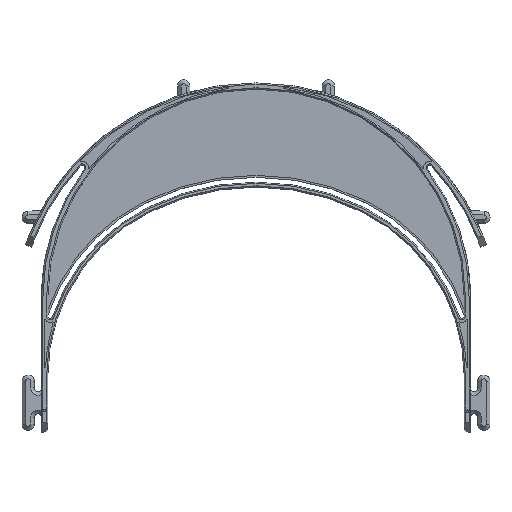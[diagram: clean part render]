
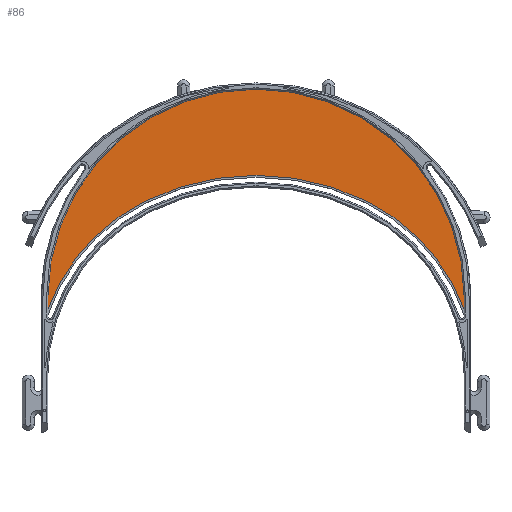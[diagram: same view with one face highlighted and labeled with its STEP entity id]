
A CAD part, top view. The second image highlights one B-rep face of the part: STEP entity #86.
In plain terms, the highlighted planar face has unit normal (0, 0, 1).
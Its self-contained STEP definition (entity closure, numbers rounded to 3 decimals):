
#27=CARTESIAN_POINT('',(413.,175.705,0.6));
#28=DIRECTION('',(0.,0.,-1.));
#29=DIRECTION('',(-1.,0.,0.));
#30=AXIS2_PLACEMENT_3D('',#27,#28,#29);
#31=PLANE('',#30);
#32=CARTESIAN_POINT('',(328.,145.914,0.6));
#33=VERTEX_POINT('',#32);
#34=CARTESIAN_POINT('',(328.,151.,0.6));
#35=VERTEX_POINT('',#34);
#36=CARTESIAN_POINT('',(328.,145.914,0.6));
#37=DIRECTION('',(0.,1.,0.));
#38=VECTOR('',#37,5.086);
#39=LINE('',#36,#38);
#40=EDGE_CURVE('',#33,#35,#39,.T.);
#41=ORIENTED_EDGE('',*,*,#40,.F.);
#42=CARTESIAN_POINT('',(367.533,190.141,0.6));
#43=VERTEX_POINT('',#42);
#44=CARTESIAN_POINT('',(403.,118.656,0.6));
#45=DIRECTION('',(0.,0.,1.));
#46=DIRECTION('',(-0.444,0.896,0.));
#47=AXIS2_PLACEMENT_3D('',#44,#45,#46);
#48=CIRCLE('',#47,79.8);
#49=EDGE_CURVE('',#43,#33,#48,.T.);
#50=ORIENTED_EDGE('',*,*,#49,.F.);
#51=CARTESIAN_POINT('',(458.467,190.141,0.6));
#52=VERTEX_POINT('',#51);
#53=CARTESIAN_POINT('',(413.,98.5,0.6));
#54=DIRECTION('',(0.,-0.,1.));
#55=DIRECTION('',(0.444,0.896,0.));
#56=AXIS2_PLACEMENT_3D('',#53,#54,#55);
#57=CIRCLE('',#56,102.3);
#58=EDGE_CURVE('',#52,#43,#57,.T.);
#59=ORIENTED_EDGE('',*,*,#58,.F.);
#60=CARTESIAN_POINT('',(498.,145.914,0.6));
#61=VERTEX_POINT('',#60);
#62=CARTESIAN_POINT('',(423.,118.656,0.6));
#63=DIRECTION('',(0.,-0.,1.));
#64=DIRECTION('',(0.955,0.297,0.));
#65=AXIS2_PLACEMENT_3D('',#62,#63,#64);
#66=CIRCLE('',#65,79.8);
#67=EDGE_CURVE('',#61,#52,#66,.T.);
#68=ORIENTED_EDGE('',*,*,#67,.F.);
#69=CARTESIAN_POINT('',(498.,151.,0.6));
#70=VERTEX_POINT('',#69);
#71=CARTESIAN_POINT('',(498.,151.,0.6));
#72=DIRECTION('',(0.,-1.,0.));
#73=VECTOR('',#72,5.086);
#74=LINE('',#71,#73);
#75=EDGE_CURVE('',#70,#61,#74,.T.);
#76=ORIENTED_EDGE('',*,*,#75,.F.);
#77=CARTESIAN_POINT('',(413.,151.,0.6));
#78=DIRECTION('',(0.,0.,-1.));
#79=DIRECTION('',(-1.,0.,0.));
#80=AXIS2_PLACEMENT_3D('',#77,#78,#79);
#81=CIRCLE('',#80,85.);
#82=EDGE_CURVE('',#35,#70,#81,.T.);
#83=ORIENTED_EDGE('',*,*,#82,.F.);
#84=EDGE_LOOP('',(#41,#50,#59,#68,#76,#83));
#85=FACE_BOUND('',#84,.T.);
#86=ADVANCED_FACE('',(#85),#31,.F.);
